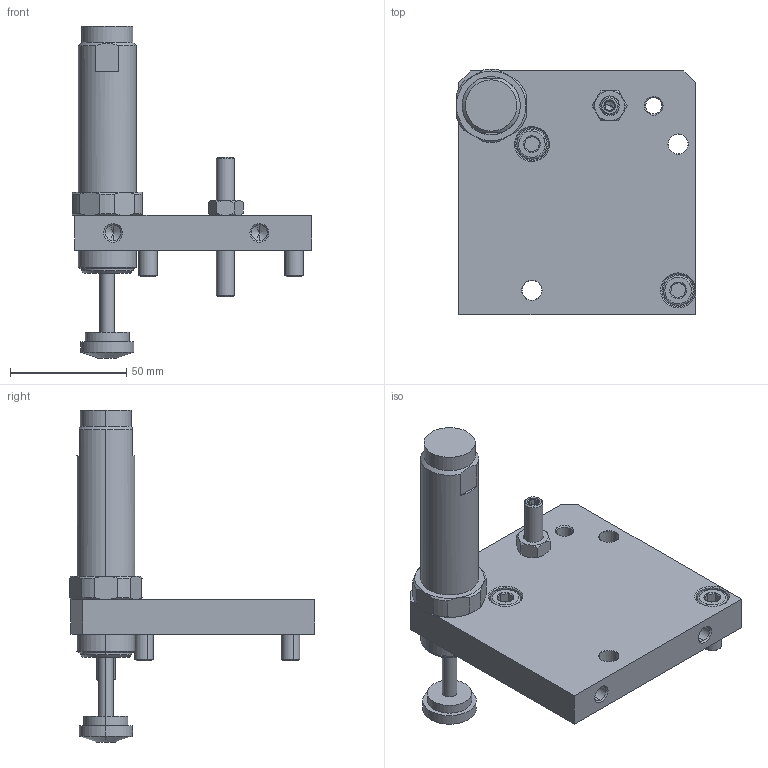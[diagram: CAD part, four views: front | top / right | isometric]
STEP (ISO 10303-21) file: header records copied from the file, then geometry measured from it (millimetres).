
FILE_DESCRIPTION(( 'AS-50.STEP' ), '1');
FILE_NAME( 'AS-50.STEP', '2021-05-17T09:48:09',( 'Sopra'),('sopra-pneumatic.com'), 'SwSTEP 2.0','SolidWorks 2009','' );
FILE_SCHEMA (( 'CONFIG_CONTROL_DESIGN' ));
Length unit declared in the file: millimetre
Products named in the file (9): 1508-0001_Anschlag AS 50 fest; 1508-0001_Anschlag AS 50 fest_kompl; SC 650_Sto�d�mpfer; M8 x 18; SC 650 EUM; PS 25_Schaltkopf; Mutter M8 DIN 934; Gewindestift M8x60; _KM25
Assembly tree (9 placements, depth 3):
  1508-0001_Anschlag AS 50 fest_kompl
    1508-0001_Anschlag AS 50 fest
    _KM25
    SC 650 EUM
      SC 650_Sto�d�mpfer
      PS 25_Schaltkopf
    Mutter M8 DIN 934
    Gewindestift M8x60
    M8 x 18  x2
Bounding box: 103 x 105.76 x 143 mm (x, y, z)
Volume: 209936.5 mm3; surface area: 48783 mm2
Topology: 8 solids, 8 shells, 242 faces, 546 edges, 327 vertices
Faces by surface type: cone 98, plane 74, cylinder 64, torus 4, bspline 2
Entity records: 7407 total; most frequent: CARTESIAN_POINT 1462, DIRECTION 1106, ORIENTED_EDGE 988, EDGE_CURVE 494, AXIS2_PLACEMENT_3D 455, VERTEX_POINT 299, EDGE_LOOP 251, CIRCLE 224
